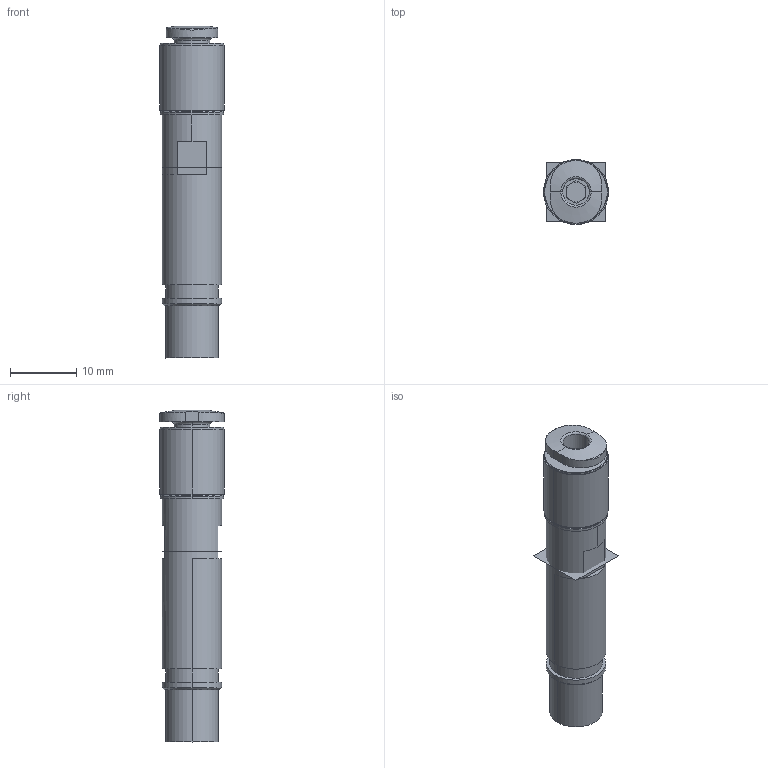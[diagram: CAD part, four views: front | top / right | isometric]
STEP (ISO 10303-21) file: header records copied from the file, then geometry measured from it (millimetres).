
FILE_DESCRIPTION((''),'2;1');
FILE_NAME('4MM-OD_1_1','2019-05-07T',('sy.ji'),(''),'PRO/ENGINEER BY PARAMETRIC TECHNOLOGY CORPORATION, 2014310','PRO/ENGINEER BY PARAMETRIC TECHNOLOGY CORPORATION, 2014310','');
FILE_SCHEMA(('CONFIG_CONTROL_DESIGN'));
Length unit declared in the file: millimetre
Products named in the file (1): 4MM-OD_1_1
Bounding box: 9.8 x 9.8 x 50.15 mm (x, y, z)
Volume: 2176.9 mm3; surface area: 3037.9 mm2
Topology: 1 solids, 4 shells, 221 faces, 584 edges, 380 vertices
Faces by surface type: cylinder 78, plane 67, cone 48, torus 20, bspline 8
Entity records: 9729 total; most frequent: CARTESIAN_POINT 2676, ORIENTED_EDGE 1164, DIRECTION 1082, EDGE_CURVE 584, AXIS2_PLACEMENT_3D 460, VERTEX_POINT 380, CIRCLE 246, EDGE_LOOP 243
